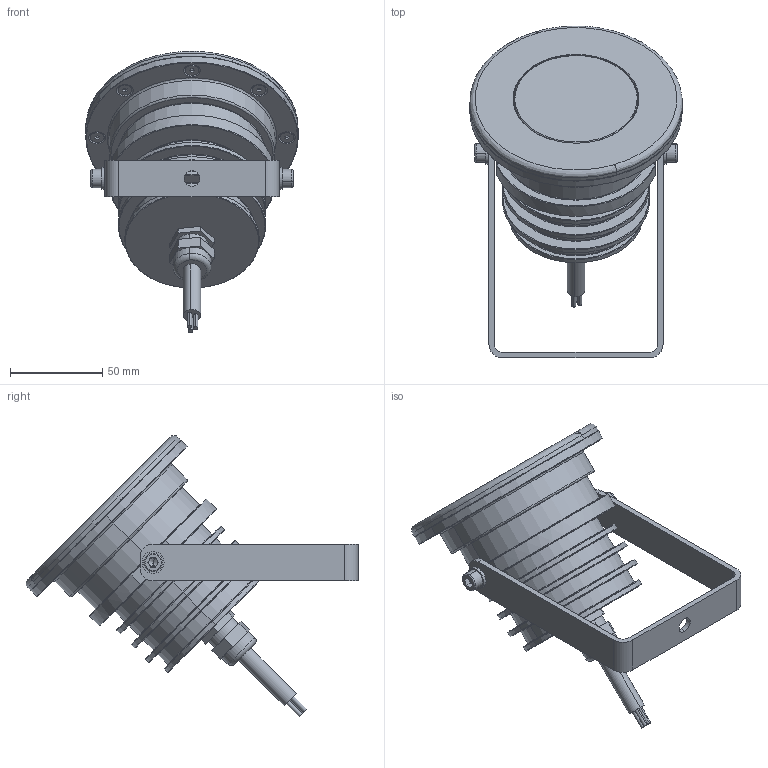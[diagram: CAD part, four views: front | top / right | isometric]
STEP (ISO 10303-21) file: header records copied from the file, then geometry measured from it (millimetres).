
FILE_DESCRIPTION (( 'STEP AP214' ), '1' );
FILE_NAME ('Flood-Medium-COB.STEP', '2023-03-24T15:31:47', ( '' ), ( '' ), 'SwSTEP 2.0', 'SolidWorks 2017', '' );
FILE_SCHEMA (( 'AUTOMOTIVE_DESIGN' ));
Length unit declared in the file: millimetre
Products named in the file (1): Flood-Medium-COB
Bounding box: 115.5 x 180.29 x 152.73 mm (x, y, z)
Volume: 276562.3 mm3; surface area: 121987 mm2
Topology: 17 solids, 17 shells, 595 faces, 1363 edges, 819 vertices
Faces by surface type: plane 229, cylinder 175, cone 151, torus 26, bspline 14
Entity records: 24663 total; most frequent: CARTESIAN_POINT 4173, DIRECTION 3128, ORIENTED_EDGE 2670, EDGE_CURVE 1335, AXIS2_PLACEMENT_3D 1236, VERTEX_POINT 819, EDGE_LOOP 674, LINE 656
